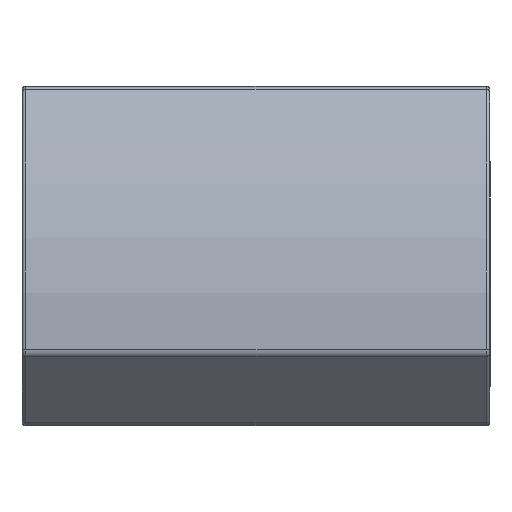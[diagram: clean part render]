
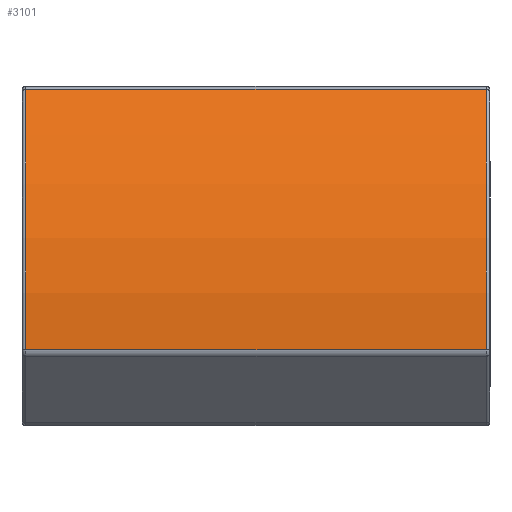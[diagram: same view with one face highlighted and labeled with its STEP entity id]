
A CAD part, left-side view. The second image highlights one B-rep face of the part: STEP entity #3101.
In plain terms, the highlighted cylindrical face has radius 10.5 mm (diameter 21 mm), a partial arc.
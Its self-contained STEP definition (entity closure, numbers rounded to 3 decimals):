
#194=CIRCLE('',#3408,10.5);
#216=CIRCLE('',#3450,10.5);
#344=CYLINDRICAL_SURFACE('',#3449,10.5);
#519=FACE_OUTER_BOUND('',#731,.T.);
#731=EDGE_LOOP('',(#2480,#2481,#2482,#2483));
#994=LINE('',#5319,#1228);
#995=LINE('',#5323,#1229);
#1228=VECTOR('',#4266,10.);
#1229=VECTOR('',#4271,10.);
#1472=VERTEX_POINT('',#5242);
#1474=VERTEX_POINT('',#5248);
#1489=VERTEX_POINT('',#5318);
#1490=VERTEX_POINT('',#5322);
#1815=EDGE_CURVE('',#1472,#1474,#194,.T.);
#1849=EDGE_CURVE('',#1474,#1489,#994,.T.);
#1851=EDGE_CURVE('',#1490,#1472,#995,.T.);
#1852=EDGE_CURVE('',#1489,#1490,#216,.T.);
#2480=ORIENTED_EDGE('',*,*,#1815,.F.);
#2481=ORIENTED_EDGE('',*,*,#1851,.F.);
#2482=ORIENTED_EDGE('',*,*,#1852,.F.);
#2483=ORIENTED_EDGE('',*,*,#1849,.F.);
#3101=ADVANCED_FACE('',(#519),#344,.T.);
#3408=AXIS2_PLACEMENT_3D('',#5252,#4173,#4174);
#3449=AXIS2_PLACEMENT_3D('',#5321,#4269,#4270);
#3450=AXIS2_PLACEMENT_3D('',#5324,#4272,#4273);
#4173=DIRECTION('center_axis',(0.,1.,0.));
#4174=DIRECTION('ref_axis',(-0.939,0.,0.344));
#4266=DIRECTION('',(0.,-1.,0.));
#4269=DIRECTION('center_axis',(0.,1.,0.));
#4270=DIRECTION('ref_axis',(-0.999,0.,-0.034));
#4271=DIRECTION('',(0.,1.,0.));
#4272=DIRECTION('center_axis',(0.,-1.,0.));
#4273=DIRECTION('ref_axis',(-0.939,0.,0.344));
#5242=CARTESIAN_POINT('',(-12.303,6.4,2.1));
#5248=CARTESIAN_POINT('',(-9.65,6.4,9.335));
#5252=CARTESIAN_POINT('Origin',(-1.806,6.4,2.355));
#5318=CARTESIAN_POINT('',(-9.65,-6.4,9.335));
#5319=CARTESIAN_POINT('',(-9.65,0.,9.335));
#5321=CARTESIAN_POINT('Origin',(-1.806,0.,2.355));
#5322=CARTESIAN_POINT('',(-12.303,-6.4,2.1));
#5323=CARTESIAN_POINT('',(-12.303,0.,2.1));
#5324=CARTESIAN_POINT('Origin',(-1.806,-6.4,2.355));
